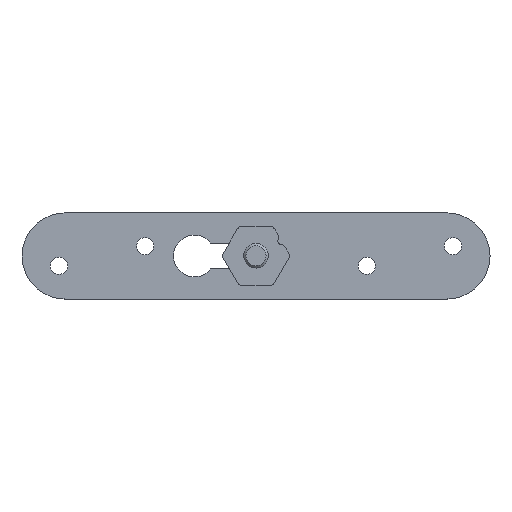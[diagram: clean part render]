
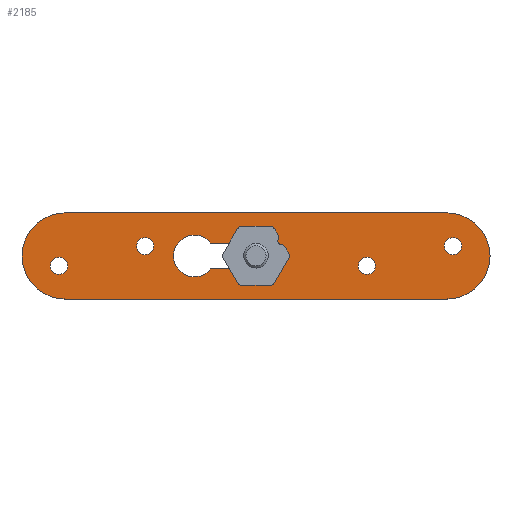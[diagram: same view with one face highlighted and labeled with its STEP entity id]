
A CAD part, top view. The second image highlights one B-rep face of the part: STEP entity #2185.
In plain terms, the highlighted planar face has unit normal (0, 0, 1).
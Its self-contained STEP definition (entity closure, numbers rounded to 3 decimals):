
#131=FACE_BOUND('',#272,.T.);
#132=FACE_BOUND('',#273,.T.);
#133=FACE_BOUND('',#274,.T.);
#134=FACE_BOUND('',#275,.T.);
#135=FACE_BOUND('',#276,.T.);
#150=FACE_OUTER_BOUND('',#271,.T.);
#271=EDGE_LOOP('',(#1431,#1432,#1433,#1434));
#272=EDGE_LOOP('',(#1435));
#273=EDGE_LOOP('',(#1436));
#274=EDGE_LOOP('',(#1437));
#275=EDGE_LOOP('',(#1438));
#276=EDGE_LOOP('',(#1439,#1440,#1441,#1442));
#411=LINE('',#3424,#581);
#412=LINE('',#3427,#582);
#413=LINE('',#3438,#583);
#414=LINE('',#3442,#584);
#581=VECTOR('',#2711,10.);
#582=VECTOR('',#2714,10.);
#583=VECTOR('',#2723,10.);
#584=VECTOR('',#2726,10.);
#751=CIRCLE('',#2434,17.5);
#752=CIRCLE('',#2435,17.5);
#753=CIRCLE('',#2436,3.5);
#754=CIRCLE('',#2437,3.5);
#755=CIRCLE('',#2438,3.5);
#756=CIRCLE('',#2439,3.5);
#757=CIRCLE('',#2440,8.5);
#758=CIRCLE('',#2441,5.25);
#891=VERTEX_POINT('',#3420);
#892=VERTEX_POINT('',#3421);
#893=VERTEX_POINT('',#3423);
#894=VERTEX_POINT('',#3425);
#895=VERTEX_POINT('',#3428);
#896=VERTEX_POINT('',#3430);
#897=VERTEX_POINT('',#3432);
#898=VERTEX_POINT('',#3434);
#899=VERTEX_POINT('',#3436);
#900=VERTEX_POINT('',#3437);
#901=VERTEX_POINT('',#3439);
#902=VERTEX_POINT('',#3441);
#1107=EDGE_CURVE('',#891,#892,#751,.T.);
#1108=EDGE_CURVE('',#893,#891,#411,.T.);
#1109=EDGE_CURVE('',#894,#893,#752,.T.);
#1110=EDGE_CURVE('',#892,#894,#412,.T.);
#1111=EDGE_CURVE('',#895,#895,#753,.T.);
#1112=EDGE_CURVE('',#896,#896,#754,.T.);
#1113=EDGE_CURVE('',#897,#897,#755,.T.);
#1114=EDGE_CURVE('',#898,#898,#756,.T.);
#1115=EDGE_CURVE('',#899,#900,#413,.T.);
#1116=EDGE_CURVE('',#900,#901,#757,.T.);
#1117=EDGE_CURVE('',#901,#902,#414,.T.);
#1118=EDGE_CURVE('',#902,#899,#758,.T.);
#1431=ORIENTED_EDGE('',*,*,#1107,.F.);
#1432=ORIENTED_EDGE('',*,*,#1108,.F.);
#1433=ORIENTED_EDGE('',*,*,#1109,.F.);
#1434=ORIENTED_EDGE('',*,*,#1110,.F.);
#1435=ORIENTED_EDGE('',*,*,#1111,.T.);
#1436=ORIENTED_EDGE('',*,*,#1112,.T.);
#1437=ORIENTED_EDGE('',*,*,#1113,.T.);
#1438=ORIENTED_EDGE('',*,*,#1114,.T.);
#1439=ORIENTED_EDGE('',*,*,#1115,.T.);
#1440=ORIENTED_EDGE('',*,*,#1116,.T.);
#1441=ORIENTED_EDGE('',*,*,#1117,.T.);
#1442=ORIENTED_EDGE('',*,*,#1118,.T.);
#2079=PLANE('',#2433);
#2185=ADVANCED_FACE('',(#150,#131,#132,#133,#134,#135),#2079,.T.);
#2433=AXIS2_PLACEMENT_3D('',#3419,#2707,#2708);
#2434=AXIS2_PLACEMENT_3D('',#3422,#2709,#2710);
#2435=AXIS2_PLACEMENT_3D('',#3426,#2712,#2713);
#2436=AXIS2_PLACEMENT_3D('',#3429,#2715,#2716);
#2437=AXIS2_PLACEMENT_3D('',#3431,#2717,#2718);
#2438=AXIS2_PLACEMENT_3D('',#3433,#2719,#2720);
#2439=AXIS2_PLACEMENT_3D('',#3435,#2721,#2722);
#2440=AXIS2_PLACEMENT_3D('',#3440,#2724,#2725);
#2441=AXIS2_PLACEMENT_3D('',#3443,#2727,#2728);
#2707=DIRECTION('center_axis',(0.,0.,1.));
#2708=DIRECTION('ref_axis',(1.,0.,0.));
#2709=DIRECTION('center_axis',(0.,0.,-1.));
#2710=DIRECTION('ref_axis',(-0.707,0.707,0.));
#2711=DIRECTION('',(-1.,0.,0.));
#2712=DIRECTION('center_axis',(0.,0.,-1.));
#2713=DIRECTION('ref_axis',(0.707,-0.707,0.));
#2714=DIRECTION('',(1.,0.,0.));
#2715=DIRECTION('center_axis',(0.,0.,-1.));
#2716=DIRECTION('ref_axis',(1.,0.,0.));
#2717=DIRECTION('center_axis',(0.,0.,-1.));
#2718=DIRECTION('ref_axis',(1.,0.,0.));
#2719=DIRECTION('center_axis',(0.,0.,-1.));
#2720=DIRECTION('ref_axis',(1.,0.,0.));
#2721=DIRECTION('center_axis',(0.,0.,-1.));
#2722=DIRECTION('ref_axis',(1.,0.,0.));
#2723=DIRECTION('',(-1.,0.,0.));
#2724=DIRECTION('center_axis',(0.,0.,-1.));
#2725=DIRECTION('ref_axis',(-1.,0.,0.));
#2726=DIRECTION('',(1.,0.,0.));
#2727=DIRECTION('center_axis',(0.,0.,-1.));
#2728=DIRECTION('ref_axis',(0.,-1.,0.));
#3419=CARTESIAN_POINT('Origin',(0.,0.,
6.));
#3420=CARTESIAN_POINT('',(-77.5,-17.5,6.));
#3421=CARTESIAN_POINT('',(-77.5,17.5,6.));
#3422=CARTESIAN_POINT('Origin',(-77.5,0.,6.));
#3423=CARTESIAN_POINT('',(77.5,-17.5,6.));
#3424=CARTESIAN_POINT('',(95.,-17.5,6.));
#3425=CARTESIAN_POINT('',(77.5,17.5,6.));
#3426=CARTESIAN_POINT('Origin',(77.5,0.,6.));
#3427=CARTESIAN_POINT('',(-95.,17.5,6.));
#3428=CARTESIAN_POINT('',(-48.5,4.,6.));
#3429=CARTESIAN_POINT('Origin',(-45.,4.,6.));
#3430=CARTESIAN_POINT('',(-83.5,-4.,6.));
#3431=CARTESIAN_POINT('Origin',(-80.,-4.,6.));
#3432=CARTESIAN_POINT('',(76.5,4.,6.));
#3433=CARTESIAN_POINT('Origin',(80.,4.,6.));
#3434=CARTESIAN_POINT('',(41.5,-4.,6.));
#3435=CARTESIAN_POINT('Origin',(45.,-4.,6.));
#3436=CARTESIAN_POINT('',(0.,-5.25,6.));
#3437=CARTESIAN_POINT('',(-18.315,-5.25,6.));
#3438=CARTESIAN_POINT('',(0.,-5.25,6.));
#3439=CARTESIAN_POINT('',(-18.315,5.25,6.));
#3440=CARTESIAN_POINT('Origin',(-25.,0.,6.));
#3441=CARTESIAN_POINT('',(0.,5.25,6.));
#3442=CARTESIAN_POINT('',(-12.5,5.25,6.));
#3443=CARTESIAN_POINT('Origin',(0.,0.,6.));
